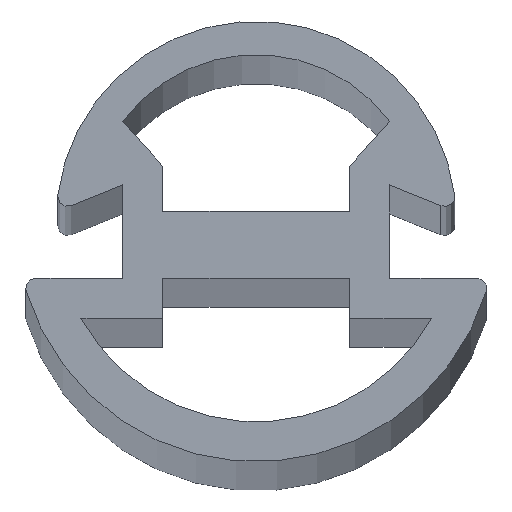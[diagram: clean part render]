
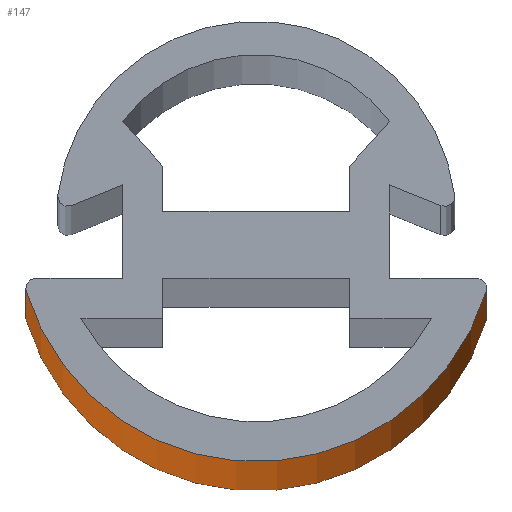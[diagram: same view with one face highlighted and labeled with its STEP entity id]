
A CAD part, top view. The second image highlights one B-rep face of the part: STEP entity #147.
In plain terms, the highlighted cylindrical face has radius 7.2 mm (diameter 14.4 mm), a partial arc.
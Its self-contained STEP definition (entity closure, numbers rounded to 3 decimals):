
#10 = CARTESIAN_POINT ( 'NONE',  ( -6.891, -0.387, 500. ) ) ;
#24 = EDGE_LOOP ( 'NONE', ( #710, #58, #751, #190 ) ) ;
#58 = ORIENTED_EDGE ( 'NONE', *, *, #882, .T. ) ;
#113 = CARTESIAN_POINT ( 'NONE',  ( 0., 1.7, 500. ) ) ;
#122 = CARTESIAN_POINT ( 'NONE',  ( 6.891, -0.387, 0. ) ) ;
#130 = CYLINDRICAL_SURFACE ( 'NONE', #816, 7.2 ) ;
#145 = VERTEX_POINT ( 'NONE', #122 ) ;
#147 = ADVANCED_FACE ( 'NONE', ( #842 ), #130, .T. ) ;
#174 = CARTESIAN_POINT ( 'NONE',  ( -6.891, -0.387, 0. ) ) ;
#190 = ORIENTED_EDGE ( 'NONE', *, *, #374, .T. ) ;
#219 = DIRECTION ( 'NONE',  ( 0., 0., 1. ) ) ;
#230 = DIRECTION ( 'NONE',  ( -1., 0., 0. ) ) ;
#249 = DIRECTION ( 'NONE',  ( 0., 0., -1. ) ) ;
#256 = EDGE_CURVE ( 'NONE', #659, #145, #923, .T. ) ;
#335 = DIRECTION ( 'NONE',  ( -1., 0., 0. ) ) ;
#374 = EDGE_CURVE ( 'NONE', #145, #896, #497, .T. ) ;
#382 = DIRECTION ( 'NONE',  ( 0., 0., -1. ) ) ;
#448 = DIRECTION ( 'NONE',  ( 0., 0., 1. ) ) ;
#462 = LINE ( 'NONE', #10, #919 ) ;
#497 = LINE ( 'NONE', #831, #560 ) ;
#541 = DIRECTION ( 'NONE',  ( -1., 0., 0. ) ) ;
#560 = VECTOR ( 'NONE', #448, 1000. ) ;
#578 = EDGE_CURVE ( 'NONE', #896, #692, #655, .T. ) ;
#655 = CIRCLE ( 'NONE', #731, 7.2 ) ;
#659 = VERTEX_POINT ( 'NONE', #174 ) ;
#671 = CARTESIAN_POINT ( 'NONE',  ( 6.891, -0.387, 500. ) ) ;
#692 = VERTEX_POINT ( 'NONE', #790 ) ;
#710 = ORIENTED_EDGE ( 'NONE', *, *, #578, .T. ) ;
#731 = AXIS2_PLACEMENT_3D ( 'NONE', #113, #249, #541 ) ;
#751 = ORIENTED_EDGE ( 'NONE', *, *, #256, .T. ) ;
#790 = CARTESIAN_POINT ( 'NONE',  ( -6.891, -0.387, 500. ) ) ;
#800 = AXIS2_PLACEMENT_3D ( 'NONE', #956, #219, #230 ) ;
#816 = AXIS2_PLACEMENT_3D ( 'NONE', #851, #929, #335 ) ;
#831 = CARTESIAN_POINT ( 'NONE',  ( 6.891, -0.387, 500. ) ) ;
#842 = FACE_OUTER_BOUND ( 'NONE', #24, .T. ) ;
#851 = CARTESIAN_POINT ( 'NONE',  ( 0., 1.7, 500. ) ) ;
#882 = EDGE_CURVE ( 'NONE', #692, #659, #462, .T. ) ;
#896 = VERTEX_POINT ( 'NONE', #671 ) ;
#919 = VECTOR ( 'NONE', #382, 1000. ) ;
#923 = CIRCLE ( 'NONE', #800, 7.2 ) ;
#929 = DIRECTION ( 'NONE',  ( 0., 0., -1. ) ) ;
#956 = CARTESIAN_POINT ( 'NONE',  ( 0., 1.7, 0. ) ) ;
